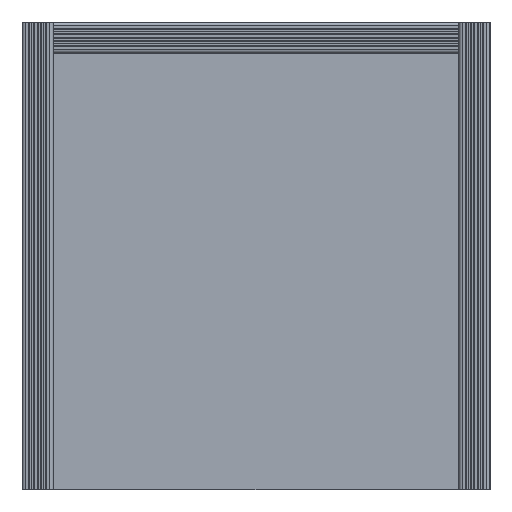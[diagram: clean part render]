
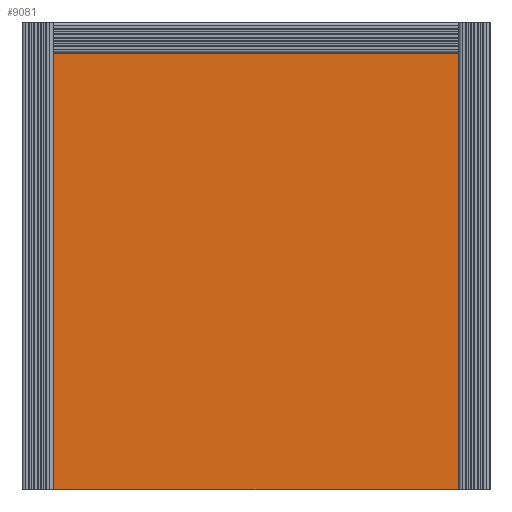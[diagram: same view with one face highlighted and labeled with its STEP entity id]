
A CAD part, front view. The second image highlights one B-rep face of the part: STEP entity #9081.
In plain terms, the highlighted face is planar.
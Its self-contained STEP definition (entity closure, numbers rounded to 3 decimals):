
#843 = EDGE_CURVE ( 'NONE', #2326, #8501, #5034, .T. ) ;
#1021 = DIRECTION ( 'NONE',  ( 1., 0., 0. ) ) ;
#1112 = CARTESIAN_POINT ( 'NONE',  ( 0., 0., -2. ) ) ;
#1505 = ORIENTED_EDGE ( 'NONE', *, *, #843, .F. ) ;
#2270 = CARTESIAN_POINT ( 'NONE',  ( -28.327, 257.873, -2. ) ) ;
#2326 = VERTEX_POINT ( 'NONE', #2270 ) ;
#2952 = VECTOR ( 'NONE', #1021, 1000. ) ;
#3611 = LINE ( 'NONE', #7329, #12702 ) ;
#4392 = CARTESIAN_POINT ( 'NONE',  ( -600.727, 257.873, -2. ) ) ;
#4948 = DIRECTION ( 'NONE',  ( -1., 0., 0. ) ) ;
#5034 = LINE ( 'NONE', #13688, #8261 ) ;
#5713 = DIRECTION ( 'NONE',  ( 0., 1., 0. ) ) ;
#6061 = DIRECTION ( 'NONE',  ( 0., 0., 1. ) ) ;
#6508 = DIRECTION ( 'NONE',  ( 0., -1., 0. ) ) ;
#7257 = LINE ( 'NONE', #14551, #2952 ) ;
#7329 = CARTESIAN_POINT ( 'NONE',  ( -28.327, 257.873, -2. ) ) ;
#7690 = ORIENTED_EDGE ( 'NONE', *, *, #11269, .F. ) ;
#8261 = VECTOR ( 'NONE', #4948, 1000. ) ;
#8501 = VERTEX_POINT ( 'NONE', #4392 ) ;
#9009 = CARTESIAN_POINT ( 'NONE',  ( -600.727, -286.927, -2. ) ) ;
#9081 = ADVANCED_FACE ( 'NONE', ( #12211 ), #13420, .F. ) ;
#9580 = CARTESIAN_POINT ( 'NONE',  ( -28.327, -286.927, -2. ) ) ;
#9791 = DIRECTION ( 'NONE',  ( 1., 0., 0. ) ) ;
#9880 = ORIENTED_EDGE ( 'NONE', *, *, #15573, .F. ) ;
#11269 = EDGE_CURVE ( 'NONE', #8501, #14614, #14031, .T. ) ;
#11415 = ORIENTED_EDGE ( 'NONE', *, *, #12720, .F. ) ;
#12211 = FACE_OUTER_BOUND ( 'NONE', #14829, .T. ) ;
#12477 = AXIS2_PLACEMENT_3D ( 'NONE', #1112, #6061, #9791 ) ;
#12702 = VECTOR ( 'NONE', #5713, 1000. ) ;
#12720 = EDGE_CURVE ( 'NONE', #14614, #14711, #7257, .T. ) ;
#13297 = VECTOR ( 'NONE', #6508, 1000. ) ;
#13420 = PLANE ( 'NONE',  #12477 ) ;
#13688 = CARTESIAN_POINT ( 'NONE',  ( -600.727, 257.873, -2. ) ) ;
#14031 = LINE ( 'NONE', #15170, #13297 ) ;
#14551 = CARTESIAN_POINT ( 'NONE',  ( -600.727, -286.927, -2. ) ) ;
#14614 = VERTEX_POINT ( 'NONE', #9009 ) ;
#14711 = VERTEX_POINT ( 'NONE', #9580 ) ;
#14829 = EDGE_LOOP ( 'NONE', ( #7690, #1505, #9880, #11415 ) ) ;
#15170 = CARTESIAN_POINT ( 'NONE',  ( -600.727, 257.873, -2. ) ) ;
#15573 = EDGE_CURVE ( 'NONE', #14711, #2326, #3611, .T. ) ;
